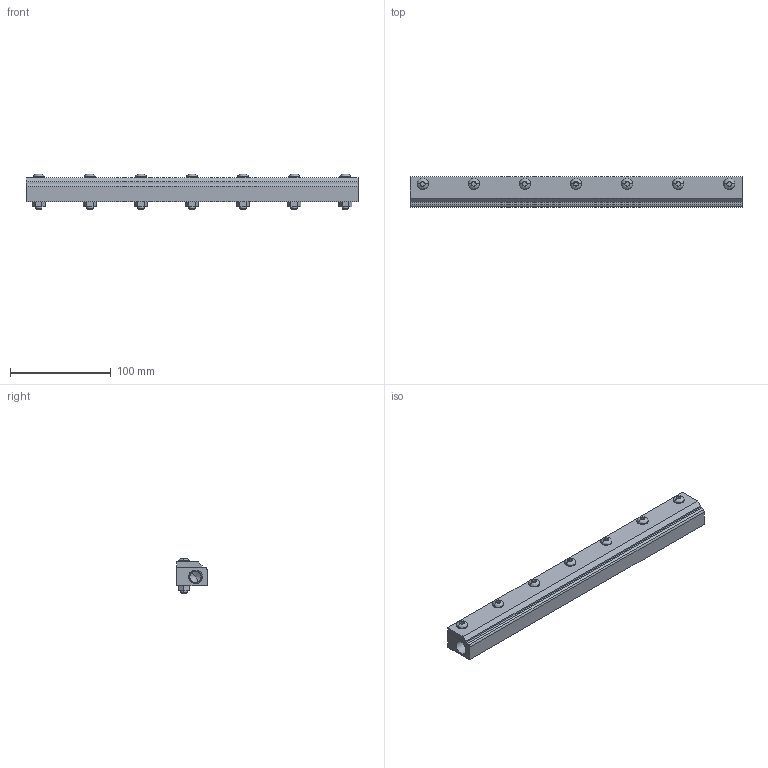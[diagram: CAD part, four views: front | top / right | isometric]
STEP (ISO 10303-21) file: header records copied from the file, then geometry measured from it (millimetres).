
FILE_DESCRIPTION(('STEP AP203'),'1');
FILE_NAME('2212ss.stp','2024-01-22T18:56:16',('TraceParts'),('TraceParts S.A.'),'Spatial InterOp 3D',' ',' ');
FILE_SCHEMA(('CONFIG_CONTROL_DESIGN'));
Length unit declared in the file: millimetre
Products named in the file (1): 1
Bounding box: 330.2 x 30.48 x 35.1 mm (x, y, z)
Volume: 228118 mm3; surface area: 66313.2 mm2
Topology: 16 solids, 16 shells, 253 faces, 598 edges, 391 vertices
Faces by surface type: plane 141, cylinder 76, cone 22, bspline 14
Entity records: 8033 total; most frequent: CARTESIAN_POINT 1926, DIRECTION 1293, ORIENTED_EDGE 1188, EDGE_CURVE 594, AXIS2_PLACEMENT_3D 458, VERTEX_POINT 391, LINE 377, VECTOR 377
